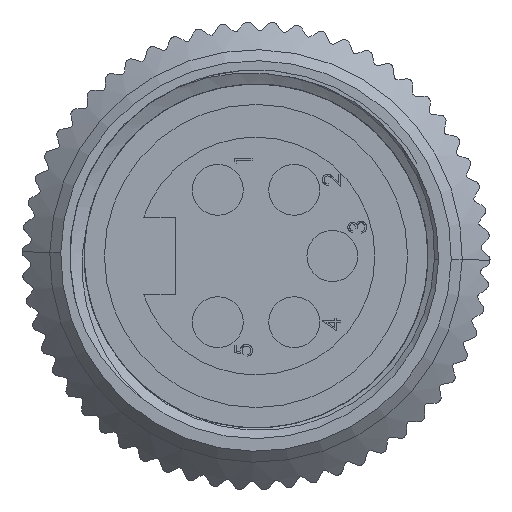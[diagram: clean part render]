
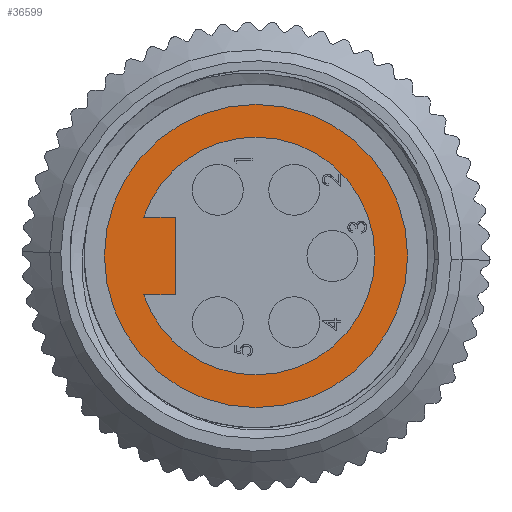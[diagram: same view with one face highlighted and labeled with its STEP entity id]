
A CAD part, left-side view. The second image highlights one B-rep face of the part: STEP entity #36599.
In plain terms, the highlighted planar face has unit normal (-1, 0, 0).
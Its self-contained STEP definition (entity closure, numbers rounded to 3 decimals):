
#10745=CARTESIAN_POINT('',(-2.515,0.,0.));
#10746=DIRECTION('',(-1.,0.,0.));
#10747=DIRECTION('',(0.,0.,1.));
#10748=AXIS2_PLACEMENT_3D('',#10745,#10746,#10747);
#10753=CARTESIAN_POINT('',(-2.515,0.,0.));
#10754=DIRECTION('',(-1.,0.,0.));
#10755=DIRECTION('',(0.,0.,-1.));
#10756=AXIS2_PLACEMENT_3D('',#10753,#10754,#10755);
#10761=CARTESIAN_POINT('',(-2.515,0.,0.));
#10762=DIRECTION('',(1.,0.,0.));
#10763=DIRECTION('',(0.,0.,-1.));
#10764=AXIS2_PLACEMENT_3D('',#10761,#10762,#10763);
#10769=CARTESIAN_POINT('',(-2.515,0.,0.));
#10770=DIRECTION('',(1.,0.,0.));
#10771=DIRECTION('',(0.,0.,1.));
#10772=AXIS2_PLACEMENT_3D('',#10769,#10770,#10771);
#10777=CARTESIAN_POINT('',(-2.515,0.,0.));
#10778=DIRECTION('',(1.,0.,0.));
#10779=DIRECTION('',(0.,0.945,0.327));
#10780=AXIS2_PLACEMENT_3D('',#10777,#10778,#10779);
#10792=DIRECTION('',(0.,1.,0.));
#10793=VECTOR('',#10792,1.896);
#10794=CARTESIAN_POINT('',(-2.515,4.826,-2.324));
#10795=LINE('',#10794,#10793);
#11533=DIRECTION('',(0.,0.,-1.));
#11534=VECTOR('',#11533,4.648);
#11535=CARTESIAN_POINT('',(-2.515,4.826,2.324));
#11536=LINE('',#11535,#11534);
#11547=DIRECTION('',(0.,-1.,0.));
#11548=VECTOR('',#11547,1.896);
#11549=CARTESIAN_POINT('',(-2.515,6.722,2.324));
#11550=LINE('',#11549,#11548);
#22728=CARTESIAN_POINT('',(-2.515,6.722,2.324));
#22729=CARTESIAN_POINT('',(-2.515,0.,7.112));
#22730=VERTEX_POINT('',#22728);
#22731=VERTEX_POINT('',#22729);
#23323=CARTESIAN_POINT('',(-2.515,0.,-9.068));
#23325=VERTEX_POINT('',#23323);
#23508=CARTESIAN_POINT('',(-2.515,0.,9.068));
#23509=VERTEX_POINT('',#23508);
#24516=CARTESIAN_POINT('',(-2.515,0.,-7.112));
#24517=CARTESIAN_POINT('',(-2.515,6.722,-2.324));
#24518=VERTEX_POINT('',#24516);
#24519=VERTEX_POINT('',#24517);
#24665=CARTESIAN_POINT('',(-2.515,4.826,-2.324));
#24666=VERTEX_POINT('',#24665);
#24980=CARTESIAN_POINT('',(-2.515,4.826,2.324));
#24981=VERTEX_POINT('',#24980);
#36576=CARTESIAN_POINT('',(-2.515,7.112,0.));
#36577=DIRECTION('',(1.,0.,0.));
#36578=DIRECTION('',(0.,0.,-1.));
#36579=AXIS2_PLACEMENT_3D('',#36576,#36577,#36578);
#36580=PLANE('',#36579);
#36581=ORIENTED_EDGE('',*,*,#36558,.F.);
#36582=ORIENTED_EDGE('',*,*,#36531,.F.);
#36583=EDGE_LOOP('',(#36581,#36582));
#36584=FACE_OUTER_BOUND('',#36583,.F.);
#36586=ORIENTED_EDGE('',*,*,#36585,.F.);
#36588=ORIENTED_EDGE('',*,*,#36587,.F.);
#36590=ORIENTED_EDGE('',*,*,#36589,.F.);
#36592=ORIENTED_EDGE('',*,*,#36591,.T.);
#36594=ORIENTED_EDGE('',*,*,#36593,.T.);
#36596=ORIENTED_EDGE('',*,*,#36595,.T.);
#36597=EDGE_LOOP('',(#36586,#36588,#36590,#36592,#36594,#36596));
#36598=FACE_BOUND('',#36597,.F.);
#36599=ADVANCED_FACE('',(#36584,#36598),#36580,.F.);
#10749=CIRCLE('',#10748,9.068);
#10757=CIRCLE('',#10756,9.068);
#10765=CIRCLE('',#10764,7.112);
#10773=CIRCLE('',#10772,7.112);
#10781=CIRCLE('',#10780,7.112);
#36531=EDGE_CURVE('',#23325,#23509,#10757,.T.);
#36558=EDGE_CURVE('',#23509,#23325,#10749,.T.);
#36585=EDGE_CURVE('',#24518,#24519,#10765,.T.);
#36587=EDGE_CURVE('',#22731,#24518,#10773,.T.);
#36589=EDGE_CURVE('',#22730,#22731,#10781,.T.);
#36591=EDGE_CURVE('',#22730,#24981,#11550,.T.);
#36593=EDGE_CURVE('',#24981,#24666,#11536,.T.);
#36595=EDGE_CURVE('',#24666,#24519,#10795,.T.);
